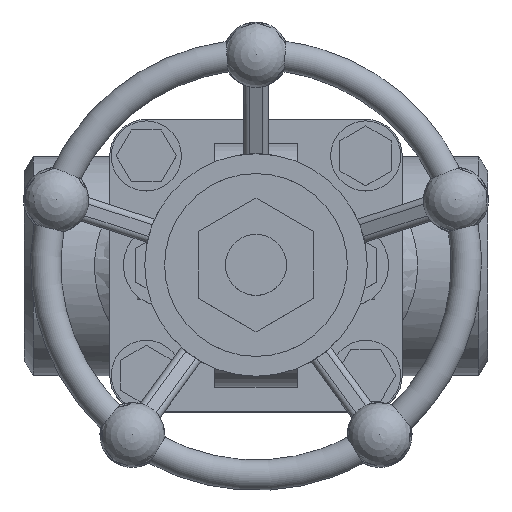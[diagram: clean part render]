
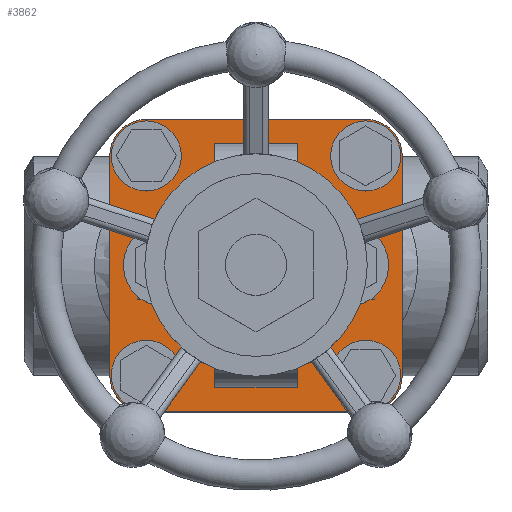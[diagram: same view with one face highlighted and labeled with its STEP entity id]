
A CAD part, top view. The second image highlights one B-rep face of the part: STEP entity #3862.
In plain terms, the highlighted planar face has unit normal (0, 0, 1).
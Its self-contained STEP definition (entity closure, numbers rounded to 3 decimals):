
#46=LINE('',#6082,#358);
#47=LINE('',#6086,#359);
#48=LINE('',#6090,#360);
#49=LINE('',#6094,#361);
#358=VECTOR('',#4590,72.);
#359=VECTOR('',#4593,72.);
#360=VECTOR('',#4596,72.);
#361=VECTOR('',#4599,72.);
#778=PLANE('',#4132);
#918=FACE_BOUND('',#1254,.T.);
#919=FACE_BOUND('',#1255,.T.);
#920=FACE_BOUND('',#1256,.T.);
#921=FACE_BOUND('',#1257,.T.);
#922=FACE_BOUND('',#1258,.T.);
#1014=FACE_OUTER_BOUND('',#1253,.T.);
#1253=EDGE_LOOP('',(#2709,#2710,#2711,#2712,#2713,#2714,#2715,#2716));
#1254=EDGE_LOOP('',(#2717));
#1255=EDGE_LOOP('',(#2718));
#1256=EDGE_LOOP('',(#2719));
#1257=EDGE_LOOP('',(#2720));
#1258=EDGE_LOOP('',(#2721));
#1564=CIRCLE('',#4122,28.);
#1569=CIRCLE('',#4133,12.);
#1570=CIRCLE('',#4134,12.);
#1571=CIRCLE('',#4135,12.);
#1572=CIRCLE('',#4136,12.);
#1573=CIRCLE('',#4137,11.5);
#1574=CIRCLE('',#4138,11.5);
#1575=CIRCLE('',#4139,11.5);
#1576=CIRCLE('',#4140,11.5);
#1722=VERTEX_POINT('',#6052);
#1735=VERTEX_POINT('',#6080);
#1736=VERTEX_POINT('',#6081);
#1737=VERTEX_POINT('',#6083);
#1738=VERTEX_POINT('',#6085);
#1739=VERTEX_POINT('',#6087);
#1740=VERTEX_POINT('',#6089);
#1741=VERTEX_POINT('',#6091);
#1742=VERTEX_POINT('',#6093);
#1743=VERTEX_POINT('',#6096);
#1744=VERTEX_POINT('',#6098);
#1745=VERTEX_POINT('',#6100);
#1746=VERTEX_POINT('',#6102);
#2115=EDGE_CURVE('',#1722,#1722,#1564,.T.);
#2128=EDGE_CURVE('',#1735,#1736,#46,.T.);
#2129=EDGE_CURVE('',#1736,#1737,#1569,.T.);
#2130=EDGE_CURVE('',#1737,#1738,#47,.T.);
#2131=EDGE_CURVE('',#1738,#1739,#1570,.T.);
#2132=EDGE_CURVE('',#1739,#1740,#48,.T.);
#2133=EDGE_CURVE('',#1740,#1741,#1571,.T.);
#2134=EDGE_CURVE('',#1741,#1742,#49,.T.);
#2135=EDGE_CURVE('',#1742,#1735,#1572,.T.);
#2136=EDGE_CURVE('',#1743,#1743,#1573,.T.);
#2137=EDGE_CURVE('',#1744,#1744,#1574,.T.);
#2138=EDGE_CURVE('',#1745,#1745,#1575,.T.);
#2139=EDGE_CURVE('',#1746,#1746,#1576,.T.);
#2709=ORIENTED_EDGE('',*,*,#2128,.T.);
#2710=ORIENTED_EDGE('',*,*,#2129,.T.);
#2711=ORIENTED_EDGE('',*,*,#2130,.T.);
#2712=ORIENTED_EDGE('',*,*,#2131,.T.);
#2713=ORIENTED_EDGE('',*,*,#2132,.T.);
#2714=ORIENTED_EDGE('',*,*,#2133,.T.);
#2715=ORIENTED_EDGE('',*,*,#2134,.T.);
#2716=ORIENTED_EDGE('',*,*,#2135,.T.);
#2717=ORIENTED_EDGE('',*,*,#2136,.T.);
#2718=ORIENTED_EDGE('',*,*,#2137,.T.);
#2719=ORIENTED_EDGE('',*,*,#2138,.T.);
#2720=ORIENTED_EDGE('',*,*,#2139,.T.);
#2721=ORIENTED_EDGE('',*,*,#2115,.F.);
#3862=ADVANCED_FACE('',(#1014,#918,#919,#920,#921,#922),#778,.T.);
#4122=AXIS2_PLACEMENT_3D('',#6053,#4564,#4565);
#4132=AXIS2_PLACEMENT_3D('',#6079,#4588,#4589);
#4133=AXIS2_PLACEMENT_3D('',#6084,#4591,#4592);
#4134=AXIS2_PLACEMENT_3D('',#6088,#4594,#4595);
#4135=AXIS2_PLACEMENT_3D('',#6092,#4597,#4598);
#4136=AXIS2_PLACEMENT_3D('',#6095,#4600,#4601);
#4137=AXIS2_PLACEMENT_3D('',#6097,#4602,#4603);
#4138=AXIS2_PLACEMENT_3D('',#6099,#4604,#4605);
#4139=AXIS2_PLACEMENT_3D('',#6101,#4606,#4607);
#4140=AXIS2_PLACEMENT_3D('',#6103,#4608,#4609);
#4564=DIRECTION('center_axis',(0.,0.,1.));
#4565=DIRECTION('ref_axis',(-1.,0.,0.));
#4588=DIRECTION('center_axis',(0.,0.,1.));
#4589=DIRECTION('ref_axis',(1.,0.,0.));
#4590=DIRECTION('',(-1.,0.,0.));
#4591=DIRECTION('center_axis',(0.,0.,1.));
#4592=DIRECTION('ref_axis',(0.,-1.,0.));
#4593=DIRECTION('',(0.,-1.,0.));
#4594=DIRECTION('center_axis',(0.,0.,1.));
#4595=DIRECTION('ref_axis',(1.,0.,0.));
#4596=DIRECTION('',(1.,0.,0.));
#4597=DIRECTION('center_axis',(0.,0.,1.));
#4598=DIRECTION('ref_axis',(0.,1.,0.));
#4599=DIRECTION('',(0.,1.,0.));
#4600=DIRECTION('center_axis',(0.,0.,1.));
#4601=DIRECTION('ref_axis',(-1.,0.,0.));
#4602=DIRECTION('center_axis',(0.,0.,-1.));
#4603=DIRECTION('ref_axis',(-1.,0.,0.));
#4604=DIRECTION('center_axis',(0.,0.,-1.));
#4605=DIRECTION('ref_axis',(0.,-1.,0.));
#4606=DIRECTION('center_axis',(0.,0.,-1.));
#4607=DIRECTION('ref_axis',(1.,0.,0.));
#4608=DIRECTION('center_axis',(0.,0.,-1.));
#4609=DIRECTION('ref_axis',(0.,1.,0.));
#6052=CARTESIAN_POINT('',(28.,0.,21.));
#6053=CARTESIAN_POINT('Origin',(0.,0.,21.));
#6079=CARTESIAN_POINT('Origin',(0.,0.,
21.));
#6080=CARTESIAN_POINT('',(36.,48.,21.));
#6081=CARTESIAN_POINT('',(-36.,48.,21.));
#6082=CARTESIAN_POINT('',(-36.,48.,21.));
#6083=CARTESIAN_POINT('',(-48.,36.,21.));
#6084=CARTESIAN_POINT('Origin',(-36.,36.,21.));
#6085=CARTESIAN_POINT('',(-48.,-36.,21.));
#6086=CARTESIAN_POINT('',(-48.,-36.,21.));
#6087=CARTESIAN_POINT('',(-36.,-48.,21.));
#6088=CARTESIAN_POINT('Origin',(-36.,-36.,21.));
#6089=CARTESIAN_POINT('',(36.,-48.,21.));
#6090=CARTESIAN_POINT('',(36.,-48.,21.));
#6091=CARTESIAN_POINT('',(48.,-36.,21.));
#6092=CARTESIAN_POINT('Origin',(36.,-36.,21.));
#6093=CARTESIAN_POINT('',(48.,36.,21.));
#6094=CARTESIAN_POINT('',(48.,36.,21.));
#6095=CARTESIAN_POINT('Origin',(36.,36.,21.));
#6096=CARTESIAN_POINT('',(-24.5,-36.,21.));
#6097=CARTESIAN_POINT('Origin',(-36.,-36.,21.));
#6098=CARTESIAN_POINT('',(36.,-24.5,21.));
#6099=CARTESIAN_POINT('Origin',(36.,-36.,21.));
#6100=CARTESIAN_POINT('',(24.5,36.,21.));
#6101=CARTESIAN_POINT('Origin',(36.,36.,21.));
#6102=CARTESIAN_POINT('',(-36.,24.5,21.));
#6103=CARTESIAN_POINT('Origin',(-36.,36.,21.));
